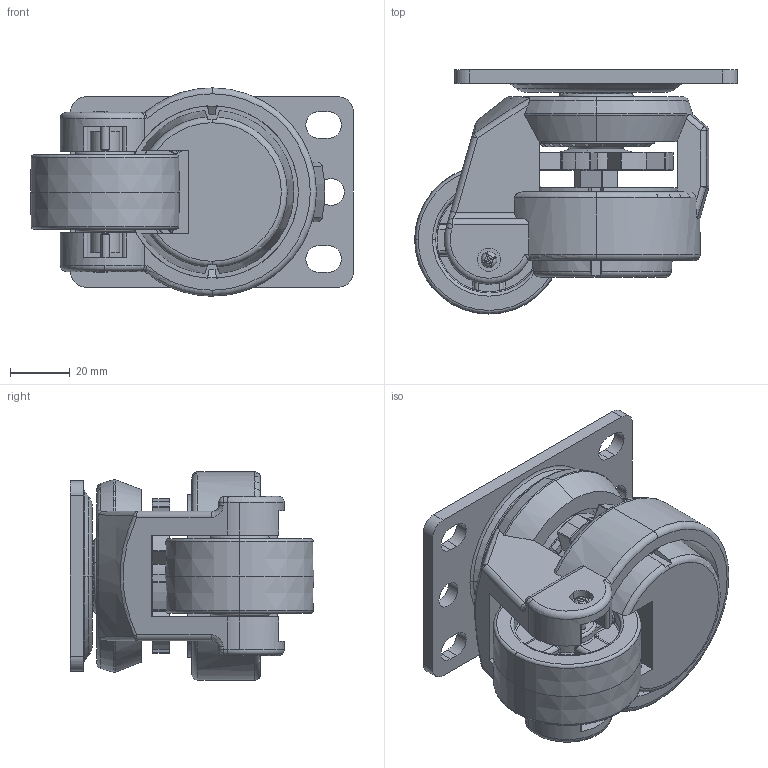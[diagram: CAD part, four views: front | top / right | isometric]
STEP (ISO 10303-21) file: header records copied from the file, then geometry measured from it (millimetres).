
FILE_DESCRIPTION (( 'STEP AP214' ), '1' );
FILE_NAME ('Plate Mt Leveling Caster Blk-250kg(00DCA-3500-003-00).STEP', '2023-08-22T19:44:25', ( '' ), ( '' ), 'SwSTEP 2.0', 'SolidWorks 2020', '' );
FILE_SCHEMA (( 'AUTOMOTIVE_DESIGN' ));
Length unit declared in the file: millimetre
Products named in the file (1): Plate Mt Leveling Caster Blk-250kg(00DCA-3500-003-00)
Bounding box: 108.5 x 82 x 70 mm (x, y, z)
Volume: 218571.8 mm3; surface area: 74583.5 mm2
Topology: 9 solids, 9 shells, 918 faces, 2221 edges, 1295 vertices
Faces by surface type: cylinder 288, plane 261, torus 167, sphere 82, cone 75, bspline 45
Entity records: 39253 total; most frequent: CARTESIAN_POINT 7903, DIRECTION 4701, ORIENTED_EDGE 4312, EDGE_CURVE 2156, AXIS2_PLACEMENT_3D 1912, VERTEX_POINT 1277, CIRCLE 1038, EDGE_LOOP 967
